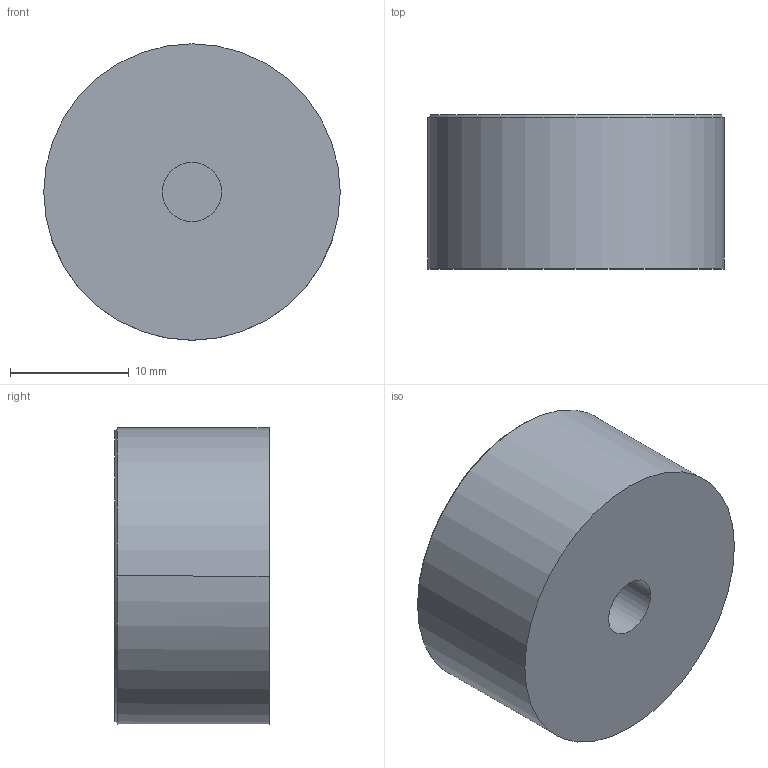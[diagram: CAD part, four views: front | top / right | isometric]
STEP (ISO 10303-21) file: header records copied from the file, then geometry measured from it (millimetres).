
FILE_DESCRIPTION (( 'STEP AP214' ), '1' );
FILE_NAME ('lcd Knob.step', '2018-06-21T12:58:18', ( 'User' ), ( 'china' ), 'SwSTEP 2.0', 'SolidWorks 2016', '' );
FILE_SCHEMA (( 'AUTOMOTIVE_DESIGN' ));
Length unit declared in the file: millimetre
Products named in the file (1): lcd Knob
Bounding box: 25 x 13 x 25 mm (x, y, z)
Volume: 6202.5 mm3; surface area: 2137.1 mm2
Topology: 1 solids, 1 shells, 14 faces, 29 edges, 18 vertices
Faces by surface type: plane 7, cylinder 4, cone 3
Entity records: 410 total; most frequent: DIRECTION 70, CARTESIAN_POINT 68, ORIENTED_EDGE 58, EDGE_CURVE 29, AXIS2_PLACEMENT_3D 28, VERTEX_POINT 18, EDGE_LOOP 15, LINE 14
